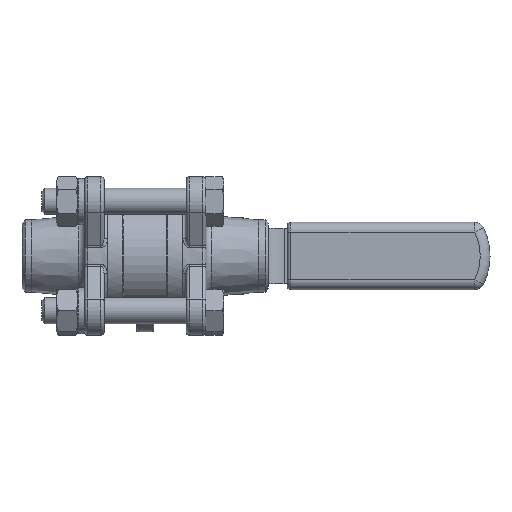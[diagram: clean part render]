
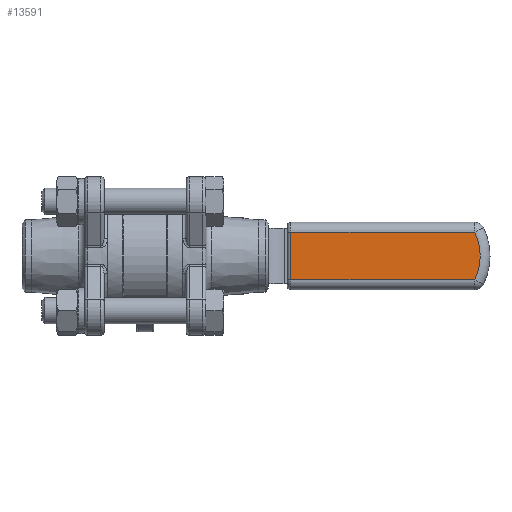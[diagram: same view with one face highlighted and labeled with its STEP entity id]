
A CAD part, front view. The second image highlights one B-rep face of the part: STEP entity #13591.
In plain terms, the highlighted planar face has unit normal (0, -1, 0).
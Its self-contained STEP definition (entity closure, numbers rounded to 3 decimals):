
#3410 = ORIENTED_EDGE ( 'NONE', *, *, #13312, .T. ) ;
#3426 = ORIENTED_EDGE ( 'NONE', *, *, #13150, .T. ) ;
#3473 = ORIENTED_EDGE ( 'NONE', *, *, #13335, .T. ) ;
#3493 = ORIENTED_EDGE ( 'NONE', *, *, #13167, .T. ) ;
#6486 = VECTOR ( 'NONE', #18669, 1000. ) ;
#6531 = VECTOR ( 'NONE', #18744, 1000. ) ;
#6927 = VECTOR ( 'NONE', #19460, 1000. ) ;
#6991 = CIRCLE ( 'NONE', #7006, 16.51 ) ;
#7006 = AXIS2_PLACEMENT_3D ( 'NONE', #19560, #19561, #19562 ) ;
#13150 = EDGE_CURVE ( 'NONE', #14740, #14673, #18666, .T. ) ;
#13167 = EDGE_CURVE ( 'NONE', #14640, #14379, #18742, .T. ) ;
#13312 = EDGE_CURVE ( 'NONE', #14673, #14640, #19456, .T. ) ;
#13335 = EDGE_CURVE ( 'NONE', #14379, #14740, #6991, .T. ) ;
#13591 = ADVANCED_FACE ( 'NONE', ( #24525 ), #24510, .F. ) ;
#14379 = VERTEX_POINT ( 'NONE', #25116 ) ;
#14640 = VERTEX_POINT ( 'NONE', #25925 ) ;
#14673 = VERTEX_POINT ( 'NONE', #25978 ) ;
#14740 = VERTEX_POINT ( 'NONE', #26084 ) ;
#16573 = EDGE_LOOP ( 'NONE', ( #3410, #3493, #3473, #3426 ) ) ;
#18666 = LINE ( 'NONE', #18668, #6486 ) ;
#18668 = CARTESIAN_POINT ( 'NONE',  ( 105., 55.501, 7.26 ) ) ;
#18669 = DIRECTION ( 'NONE',  ( -1., 0., 0. ) ) ;
#18742 = LINE ( 'NONE', #18743, #6531 ) ;
#18743 = CARTESIAN_POINT ( 'NONE',  ( 102.089, 55.501, -7.26 ) ) ;
#18744 = DIRECTION ( 'NONE',  ( 1., 0., 0. ) ) ;
#19425 = CARTESIAN_POINT ( 'NONE',  ( 44.314, 55.501, 73.977 ) ) ;
#19456 = LINE ( 'NONE', #19425, #6927 ) ;
#19460 = DIRECTION ( 'NONE',  ( 0., 0., -1. ) ) ;
#19560 = CARTESIAN_POINT ( 'NONE',  ( 85.5, 55.501, 0. ) ) ;
#19561 = DIRECTION ( 'NONE',  ( 0., -1., 0. ) ) ;
#19562 = DIRECTION ( 'NONE',  ( -1., 0., 0. ) ) ;
#23155 = AXIS2_PLACEMENT_3D ( 'NONE', #24535, #24536, #24537 ) ;
#24510 = PLANE ( 'NONE',  #23155 ) ;
#24525 = FACE_OUTER_BOUND ( 'NONE', #16573, .T. ) ;
#24535 = CARTESIAN_POINT ( 'NONE',  ( 105., 55.501, 73.977 ) ) ;
#24536 = DIRECTION ( 'NONE',  ( 0., 1., 0. ) ) ;
#24537 = DIRECTION ( 'NONE',  ( -1., 0., 0. ) ) ;
#25116 = CARTESIAN_POINT ( 'NONE',  ( 100.328, 55.501, -7.26 ) ) ;
#25925 = CARTESIAN_POINT ( 'NONE',  ( 44.314, 55.501, -7.26 ) ) ;
#25978 = CARTESIAN_POINT ( 'NONE',  ( 44.314, 55.501, 7.26 ) ) ;
#26084 = CARTESIAN_POINT ( 'NONE',  ( 100.328, 55.501, 7.26 ) ) ;
